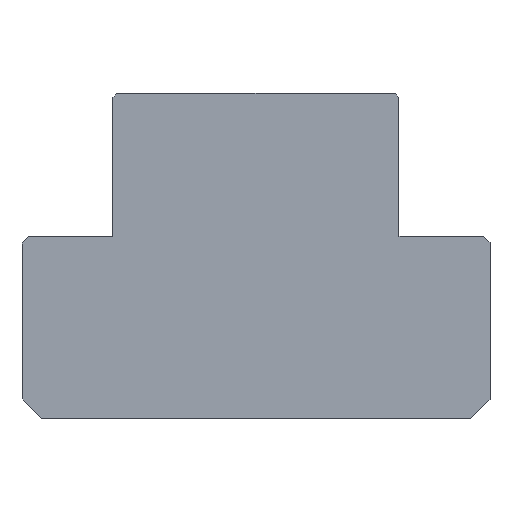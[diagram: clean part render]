
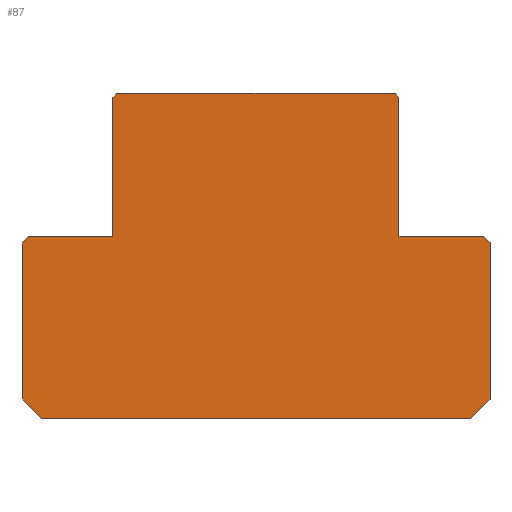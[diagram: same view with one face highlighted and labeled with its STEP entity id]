
A CAD part, front view. The second image highlights one B-rep face of the part: STEP entity #87.
In plain terms, the highlighted planar face has unit normal (0, -1, 0).
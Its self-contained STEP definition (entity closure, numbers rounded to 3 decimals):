
#87 = ADVANCED_FACE( '', ( #124 ), #125, .F. );
#124 = FACE_OUTER_BOUND( '', #167, .T. );
#125 = PLANE( '', #168 );
#167 = EDGE_LOOP( '', ( #271, #272, #273, #274, #275, #276, #277, #278, #279, #280, #281, #282, #283, #284 ) );
#168 = AXIS2_PLACEMENT_3D( '', #285, #286, #287 );
#271 = ORIENTED_EDGE( '', *, *, #366, .F. );
#272 = ORIENTED_EDGE( '', *, *, #370, .T. );
#273 = ORIENTED_EDGE( '', *, *, #362, .F. );
#274 = ORIENTED_EDGE( '', *, *, #371, .T. );
#275 = ORIENTED_EDGE( '', *, *, #359, .F. );
#276 = ORIENTED_EDGE( '', *, *, #372, .T. );
#277 = ORIENTED_EDGE( '', *, *, #352, .F. );
#278 = ORIENTED_EDGE( '', *, *, #350, .F. );
#279 = ORIENTED_EDGE( '', *, *, #373, .T. );
#280 = ORIENTED_EDGE( '', *, *, #355, .F. );
#281 = ORIENTED_EDGE( '', *, *, #374, .T. );
#282 = ORIENTED_EDGE( '', *, *, #330, .F. );
#283 = ORIENTED_EDGE( '', *, *, #369, .F. );
#284 = ORIENTED_EDGE( '', *, *, #375, .T. );
#285 = CARTESIAN_POINT( '', ( -11., -19., 14. ) );
#286 = DIRECTION( '', ( 0., 1., 0. ) );
#287 = DIRECTION( '', ( 0., 0., 1. ) );
#330 = EDGE_CURVE( '', #376, #377, #378, .T. );
#350 = EDGE_CURVE( '', #413, #415, #416, .T. );
#352 = EDGE_CURVE( '', #415, #418, #419, .T. );
#355 = EDGE_CURVE( '', #421, #423, #424, .T. );
#359 = EDGE_CURVE( '', #430, #431, #432, .T. );
#362 = EDGE_CURVE( '', #435, #436, #437, .T. );
#366 = EDGE_CURVE( '', #440, #442, #443, .T. );
#369 = EDGE_CURVE( '', #445, #376, #447, .T. );
#370 = EDGE_CURVE( '', #440, #436, #448, .F. );
#371 = EDGE_CURVE( '', #435, #431, #449, .F. );
#372 = EDGE_CURVE( '', #430, #418, #450, .F. );
#373 = EDGE_CURVE( '', #413, #423, #451, .F. );
#374 = EDGE_CURVE( '', #421, #377, #452, .F. );
#375 = EDGE_CURVE( '', #445, #442, #453, .F. );
#376 = VERTEX_POINT( '', #454 );
#377 = VERTEX_POINT( '', #455 );
#378 = LINE( '', #456, #457 );
#413 = VERTEX_POINT( '', #508 );
#415 = VERTEX_POINT( '', #511 );
#416 = LINE( '', #512, #513 );
#418 = VERTEX_POINT( '', #516 );
#419 = LINE( '', #517, #518 );
#421 = VERTEX_POINT( '', #521 );
#423 = VERTEX_POINT( '', #524 );
#424 = LINE( '', #525, #526 );
#430 = VERTEX_POINT( '', #533 );
#431 = VERTEX_POINT( '', #534 );
#432 = LINE( '', #535, #536 );
#435 = VERTEX_POINT( '', #541 );
#436 = VERTEX_POINT( '', #542 );
#437 = LINE( '', #543, #544 );
#440 = VERTEX_POINT( '', #549 );
#442 = VERTEX_POINT( '', #552 );
#443 = LINE( '', #553, #554 );
#445 = VERTEX_POINT( '', #557 );
#447 = LINE( '', #560, #561 );
#448 = LINE( '', #562, #563 );
#449 = LINE( '', #564, #565 );
#450 = LINE( '', #566, #567 );
#451 = LINE( '', #568, #569 );
#452 = LINE( '', #570, #571 );
#453 = LINE( '', #572, #573 );
#454 = CARTESIAN_POINT( '', ( -11., -19., 14. ) );
#455 = CARTESIAN_POINT( '', ( -11., -19., 24.7 ) );
#456 = CARTESIAN_POINT( '', ( -11., -19., 14. ) );
#457 = VECTOR( '', #574, 1000. );
#508 = CARTESIAN_POINT( '', ( 11., -19., 24.7 ) );
#511 = CARTESIAN_POINT( '', ( 11., -19., 14. ) );
#512 = CARTESIAN_POINT( '', ( 11., -19., 25. ) );
#513 = VECTOR( '', #598, 1000. );
#516 = CARTESIAN_POINT( '', ( 17.5, -19., 14. ) );
#517 = CARTESIAN_POINT( '', ( 11., -19., 14. ) );
#518 = VECTOR( '', #600, 1000. );
#521 = CARTESIAN_POINT( '', ( -10.7, -19., 25. ) );
#524 = CARTESIAN_POINT( '', ( 10.7, -19., 25. ) );
#525 = CARTESIAN_POINT( '', ( -11., -19., 25. ) );
#526 = VECTOR( '', #603, 1000. );
#533 = CARTESIAN_POINT( '', ( 18., -19., 13.5 ) );
#534 = CARTESIAN_POINT( '', ( 18., -19., 1.5 ) );
#535 = CARTESIAN_POINT( '', ( 18., -19., 14. ) );
#536 = VECTOR( '', #611, 1000. );
#541 = CARTESIAN_POINT( '', ( 16.5, -19., 0. ) );
#542 = CARTESIAN_POINT( '', ( -16.5, -19., 0. ) );
#543 = CARTESIAN_POINT( '', ( 18., -19., 0. ) );
#544 = VECTOR( '', #614, 1000. );
#549 = CARTESIAN_POINT( '', ( -18., -19., 1.5 ) );
#552 = CARTESIAN_POINT( '', ( -18., -19., 13.5 ) );
#553 = CARTESIAN_POINT( '', ( -18., -19., 0. ) );
#554 = VECTOR( '', #618, 1000. );
#557 = CARTESIAN_POINT( '', ( -17.5, -19., 14. ) );
#560 = CARTESIAN_POINT( '', ( -18., -19., 14. ) );
#561 = VECTOR( '', #621, 1000. );
#562 = CARTESIAN_POINT( '', ( -16.5, -19., 0. ) );
#563 = VECTOR( '', #622, 1000. );
#564 = CARTESIAN_POINT( '', ( 18., -19., 1.5 ) );
#565 = VECTOR( '', #623, 1000. );
#566 = CARTESIAN_POINT( '', ( 17.5, -19., 14. ) );
#567 = VECTOR( '', #624, 1000. );
#568 = CARTESIAN_POINT( '', ( 10.7, -19., 25. ) );
#569 = VECTOR( '', #625, 1000. );
#570 = CARTESIAN_POINT( '', ( -11., -19., 24.7 ) );
#571 = VECTOR( '', #626, 1000. );
#572 = CARTESIAN_POINT( '', ( -18., -19., 13.5 ) );
#573 = VECTOR( '', #627, 1000. );
#574 = DIRECTION( '', ( 0., 0., 1. ) );
#598 = DIRECTION( '', ( 0., 0., -1. ) );
#600 = DIRECTION( '', ( 1., 0., 0. ) );
#603 = DIRECTION( '', ( 1., 0., 0. ) );
#611 = DIRECTION( '', ( 0., 0., -1. ) );
#614 = DIRECTION( '', ( -1., 0., 0. ) );
#618 = DIRECTION( '', ( 0., 0., 1. ) );
#621 = DIRECTION( '', ( 1., 0., 0. ) );
#622 = DIRECTION( '', ( -0.707, 0., 0.707 ) );
#623 = DIRECTION( '', ( -0.707, 0., -0.707 ) );
#624 = DIRECTION( '', ( 0.707, 0., -0.707 ) );
#625 = DIRECTION( '', ( 0.707, 0., -0.707 ) );
#626 = DIRECTION( '', ( 0.707, 0., 0.707 ) );
#627 = DIRECTION( '', ( 0.707, 0., 0.707 ) );
